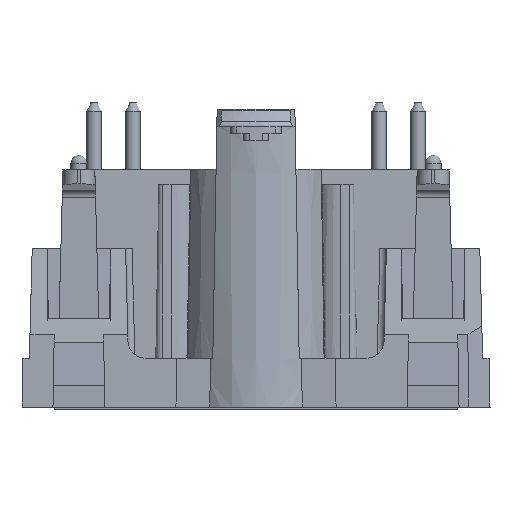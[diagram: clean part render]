
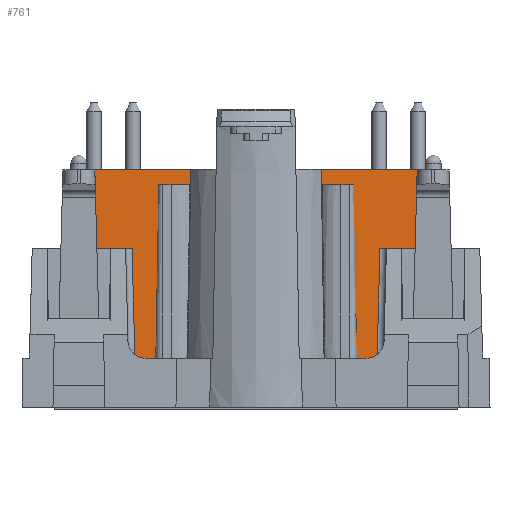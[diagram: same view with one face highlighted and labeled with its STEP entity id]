
A CAD part, left-side view. The second image highlights one B-rep face of the part: STEP entity #761.
In plain terms, the highlighted planar face has unit normal (-1, 0, 0.026).
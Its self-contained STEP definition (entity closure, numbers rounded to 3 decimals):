
#761 = ADVANCED_FACE( '', ( #1853 ), #1854, .T. );
#1853 = FACE_OUTER_BOUND( '', #3281, .T. );
#1854 = PLANE( '', #3282 );
#3281 = EDGE_LOOP( '', ( #5632, #5633, #5634, #5635, #5636, #5637, #5638, #5639 ) );
#3282 = AXIS2_PLACEMENT_3D( '', #5640, #5641, #5642 );
#5632 = ORIENTED_EDGE( '', *, *, #9058, .T. );
#5633 = ORIENTED_EDGE( '', *, *, #9059, .F. );
#5634 = ORIENTED_EDGE( '', *, *, #8873, .F. );
#5635 = ORIENTED_EDGE( '', *, *, #8515, .T. );
#5636 = ORIENTED_EDGE( '', *, *, #8562, .F. );
#5637 = ORIENTED_EDGE( '', *, *, #9060, .F. );
#5638 = ORIENTED_EDGE( '', *, *, #8878, .F. );
#5639 = ORIENTED_EDGE( '', *, *, #8823, .F. );
#5640 = CARTESIAN_POINT( '', ( -20.75, 0., 1.15 ) );
#5641 = DIRECTION( '', ( -1., 0., 0.026 ) );
#5642 = DIRECTION( '', ( -0.026, 0., -1. ) );
#8515 = EDGE_CURVE( '', #10325, #10329, #10331, .T. );
#8562 = EDGE_CURVE( '', #10411, #10329, #10413, .T. );
#8823 = EDGE_CURVE( '', #10823, #10825, #10826, .F. );
#8873 = EDGE_CURVE( '', #10325, #10912, #10913, .F. );
#8878 = EDGE_CURVE( '', #10825, #10920, #10921, .F. );
#9058 = EDGE_CURVE( '', #10823, #11195, #11196, .F. );
#9059 = EDGE_CURVE( '', #10912, #11195, #11197, .T. );
#9060 = EDGE_CURVE( '', #10920, #10411, #11198, .T. );
#10325 = VERTEX_POINT( '', #12823 );
#10329 = VERTEX_POINT( '', #12828 );
#10331 = LINE( '', #12830, #12831 );
#10411 = VERTEX_POINT( '', #12953 );
#10413 = LINE( '', #12956, #12957 );
#10823 = VERTEX_POINT( '', #13567 );
#10825 = VERTEX_POINT( '', #13569 );
#10826 = LINE( '', #13570, #13571 );
#10912 = VERTEX_POINT( '', #13683 );
#10913 = LINE( '', #13684, #13685 );
#10920 = VERTEX_POINT( '', #13694 );
#10921 = LINE( '', #13695, #13696 );
#11195 = VERTEX_POINT( '', #14088 );
#11196 = LINE( '', #14089, #14090 );
#11197 = LINE( '', #14091, #14092 );
#11198 = LINE( '', #14093, #14094 );
#12823 = CARTESIAN_POINT( '', ( -20.492, 8.608, 11. ) );
#12828 = CARTESIAN_POINT( '', ( -20.75, 8.35, 1.15 ) );
#12830 = CARTESIAN_POINT( '', ( -20.75, 8.35, 1.162 ) );
#12831 = VECTOR( '', #15824, 1000. );
#12953 = CARTESIAN_POINT( '', ( -20.75, -8.35, 1.15 ) );
#12956 = CARTESIAN_POINT( '', ( -20.75, 0., 1.15 ) );
#12957 = VECTOR( '', #15888, 1000. );
#13567 = CARTESIAN_POINT( '', ( -20.348, -12.218, 16.5 ) );
#13569 = CARTESIAN_POINT( '', ( -20.492, -12.7, 11. ) );
#13570 = CARTESIAN_POINT( '', ( -20.719, -13.458, 2.327 ) );
#13571 = VECTOR( '', #16184, 1000. );
#13683 = CARTESIAN_POINT( '', ( -20.492, 12.7, 11. ) );
#13684 = CARTESIAN_POINT( '', ( -20.492, 0., 11. ) );
#13685 = VECTOR( '', #16268, 1000. );
#13694 = CARTESIAN_POINT( '', ( -20.492, -8.608, 11. ) );
#13695 = CARTESIAN_POINT( '', ( -20.492, 0., 11. ) );
#13696 = VECTOR( '', #16277, 1000. );
#14088 = CARTESIAN_POINT( '', ( -20.348, 12.218, 16.5 ) );
#14089 = CARTESIAN_POINT( '', ( -20.348, 0., 16.5 ) );
#14090 = VECTOR( '', #16505, 1000. );
#14091 = CARTESIAN_POINT( '', ( -20.719, 13.458, 2.327 ) );
#14092 = VECTOR( '', #16506, 1000. );
#14093 = CARTESIAN_POINT( '', ( -20.75, -8.35, 1.162 ) );
#14094 = VECTOR( '', #16507, 1000. );
#15824 = DIRECTION( '', ( -0.026, -0.026, -0.999 ) );
#15888 = DIRECTION( '', ( 0., 1., 0. ) );
#16184 = DIRECTION( '', ( 0.026, 0.087, 0.996 ) );
#16268 = DIRECTION( '', ( 0., -1., 0. ) );
#16277 = DIRECTION( '', ( 0., -1., 0. ) );
#16505 = DIRECTION( '', ( 0., -1., 0. ) );
#16506 = DIRECTION( '', ( 0.026, -0.087, 0.996 ) );
#16507 = DIRECTION( '', ( -0.026, 0.026, -0.999 ) );
